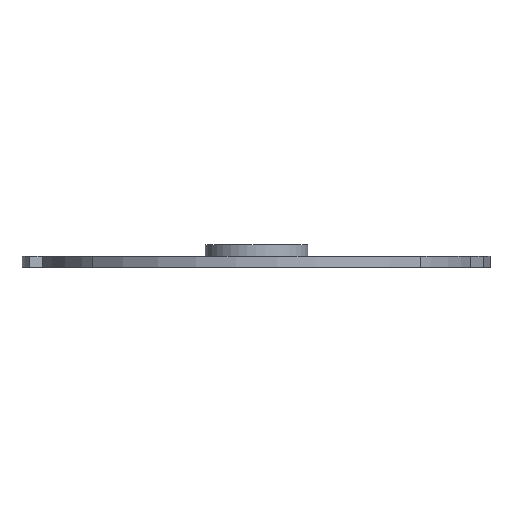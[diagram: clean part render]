
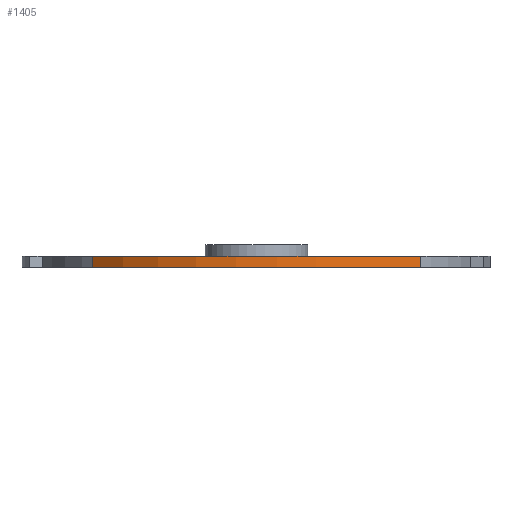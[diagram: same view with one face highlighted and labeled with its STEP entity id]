
A CAD part, front view. The second image highlights one B-rep face of the part: STEP entity #1405.
In plain terms, the highlighted cylindrical face has radius 53 mm (diameter 106 mm), a partial arc.
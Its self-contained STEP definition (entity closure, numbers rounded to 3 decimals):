
#3 = CARTESIAN_POINT ( 'NONE',  ( 37.148, -37.802, 2.5 ) ) ;
#73 = VERTEX_POINT ( 'NONE', #1633 ) ;
#281 = LINE ( 'NONE', #433, #615 ) ;
#366 = DIRECTION ( 'NONE',  ( 1., 0., 0. ) ) ;
#433 = CARTESIAN_POINT ( 'NONE',  ( 37.148, -37.802, -0.001 ) ) ;
#615 = VECTOR ( 'NONE', #2110, 1000. ) ;
#625 = CARTESIAN_POINT ( 'NONE',  ( 0., 0., 2.5 ) ) ;
#633 = AXIS2_PLACEMENT_3D ( 'NONE', #738, #2437, #2669 ) ;
#679 = AXIS2_PLACEMENT_3D ( 'NONE', #2152, #1187, #925 ) ;
#716 = EDGE_CURVE ( 'NONE', #1753, #1258, #2880, .T. ) ;
#738 = CARTESIAN_POINT ( 'NONE',  ( 0., 0., 2.5 ) ) ;
#884 = CARTESIAN_POINT ( 'NONE',  ( -37.148, -37.802, -0.001 ) ) ;
#925 = DIRECTION ( 'NONE',  ( 1., 0., 0. ) ) ;
#929 = DIRECTION ( 'NONE',  ( 0., 0., 1. ) ) ;
#1040 = EDGE_LOOP ( 'NONE', ( #1894, #2146, #1152, #2340 ) ) ;
#1148 = EDGE_CURVE ( 'NONE', #1258, #1667, #2957, .T. ) ;
#1152 = ORIENTED_EDGE ( 'NONE', *, *, #2191, .T. ) ;
#1187 = DIRECTION ( 'NONE',  ( 0., 0., 1. ) ) ;
#1258 = VERTEX_POINT ( 'NONE', #2617 ) ;
#1339 = DIRECTION ( 'NONE',  ( 0., 0., 1. ) ) ;
#1405 = ADVANCED_FACE ( 'NONE', ( #2355 ), #2170, .T. ) ;
#1407 = AXIS2_PLACEMENT_3D ( 'NONE', #625, #1339, #366 ) ;
#1474 = CARTESIAN_POINT ( 'NONE',  ( -37.148, -37.802, 0. ) ) ;
#1476 = VECTOR ( 'NONE', #929, 1000. ) ;
#1633 = CARTESIAN_POINT ( 'NONE',  ( 37.148, -37.802, 0. ) ) ;
#1667 = VERTEX_POINT ( 'NONE', #3 ) ;
#1753 = VERTEX_POINT ( 'NONE', #1474 ) ;
#1894 = ORIENTED_EDGE ( 'NONE', *, *, #1148, .F. ) ;
#1988 = CIRCLE ( 'NONE', #679, 53. ) ;
#2110 = DIRECTION ( 'NONE',  ( 0., 0., 1. ) ) ;
#2146 = ORIENTED_EDGE ( 'NONE', *, *, #716, .F. ) ;
#2152 = CARTESIAN_POINT ( 'NONE',  ( 0., 0., 0. ) ) ;
#2170 = CYLINDRICAL_SURFACE ( 'NONE', #633, 53. ) ;
#2191 = EDGE_CURVE ( 'NONE', #1753, #73, #1988, .T. ) ;
#2224 = EDGE_CURVE ( 'NONE', #73, #1667, #281, .T. ) ;
#2340 = ORIENTED_EDGE ( 'NONE', *, *, #2224, .T. ) ;
#2355 = FACE_OUTER_BOUND ( 'NONE', #1040, .T. ) ;
#2437 = DIRECTION ( 'NONE',  ( 0., 0., -1. ) ) ;
#2617 = CARTESIAN_POINT ( 'NONE',  ( -37.148, -37.802, 2.5 ) ) ;
#2669 = DIRECTION ( 'NONE',  ( -1., 0., 0. ) ) ;
#2880 = LINE ( 'NONE', #884, #1476 ) ;
#2957 = CIRCLE ( 'NONE', #1407, 53. ) ;
